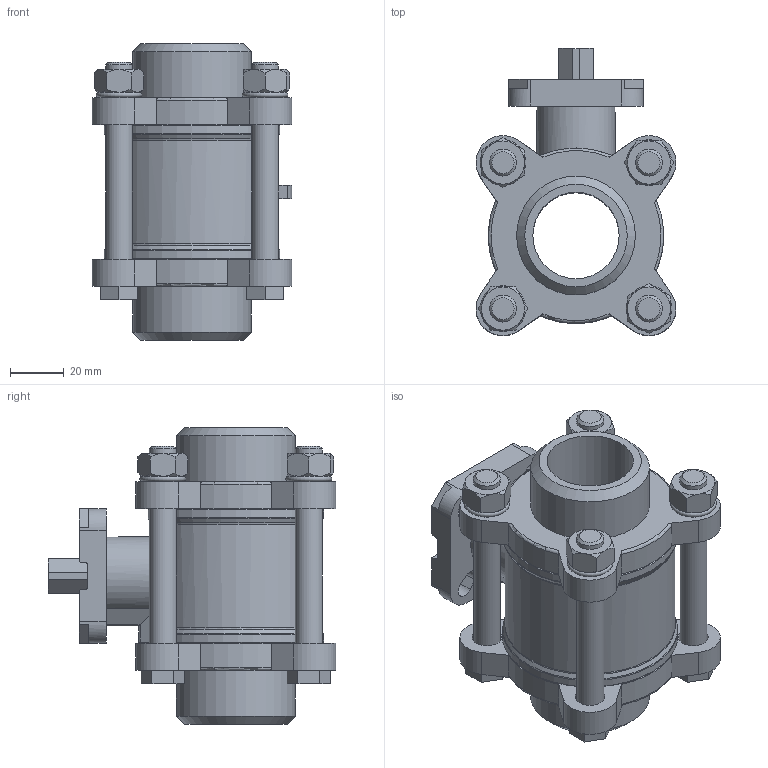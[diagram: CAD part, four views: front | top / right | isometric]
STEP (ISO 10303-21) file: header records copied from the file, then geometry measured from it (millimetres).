
FILE_DESCRIPTION(/* description */ ('STEP AP214'),/* implementation_level */ '2;1');
FILE_NAME(/* name */ '1686696_VZBA-11_4-WW-63-T-22-F0405-V4V4T',/* time_stamp */ '2024-09-18T00:22:27+02:00',/* author */ ('License CC BY-ND 4.0'),/* organization */ ('CADENAS'),/* preprocessor_version */ 'ST-DEVELOPER v19.3',/* originating_system */ 'PARTsolutions',/* authorisation */ ' ');
FILE_SCHEMA (('AUTOMOTIVE_DESIGN {1 0 10303 214 3 1 1}'));
Length unit declared in the file: millimetre
Products named in the file (1): 1686696 VZBA-11/4''-WW-63-T-22-F0405-V4V4T
Bounding box: 74.03 x 106.51 x 110 mm (x, y, z)
Volume: 280547.7 mm3; surface area: 66564.7 mm2
Topology: 1 solids, 1 shells, 298 faces, 730 edges, 464 vertices
Faces by surface type: plane 156, cylinder 63, cone 63, torus 16
Full cylindrical faces by diameter (mm): 10 x8, 11 x9, 15 x1, 32 x1, 32.2 x1, 44 x2, 63 x1, 65 x1
Entity records: 8707 total; most frequent: CARTESIAN_POINT 1924, ORIENTED_EDGE 1360, DIRECTION 1358, EDGE_CURVE 680, AXIS2_PLACEMENT_3D 519, VERTEX_POINT 456, EDGE_LOOP 390, FACE_BOUND 390
